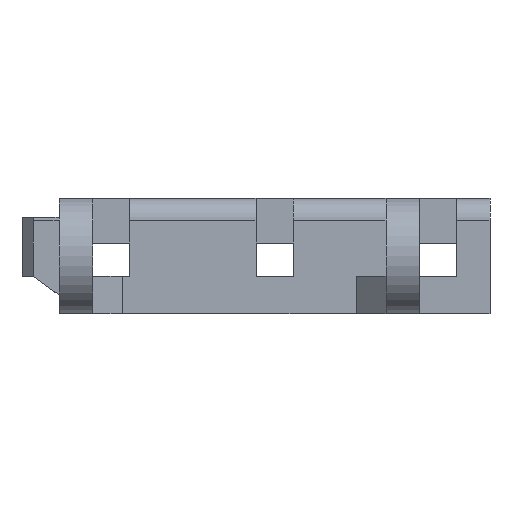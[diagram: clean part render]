
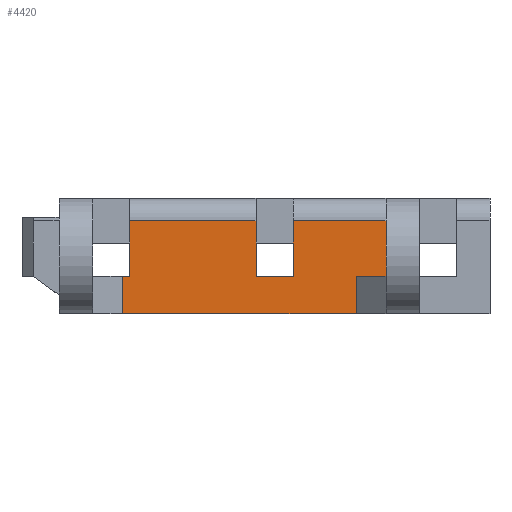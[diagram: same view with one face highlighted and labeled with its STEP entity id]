
A CAD part, front view. The second image highlights one B-rep face of the part: STEP entity #4420.
In plain terms, the highlighted planar face has unit normal (0, -1, 0).
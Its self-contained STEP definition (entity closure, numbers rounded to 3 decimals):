
#210=PLANE('',#4742);
#420=FACE_OUTER_BOUND('',#652,.T.);
#652=EDGE_LOOP('',(#4073,#4074,#4075,#4076,#4077,#4078,#4079,#4080,#4081,
#4082,#4083,#4084));
#1232=LINE('',#6991,#1770);
#1235=LINE('',#7000,#1773);
#1237=LINE('',#7011,#1775);
#1239=LINE('',#7015,#1777);
#1251=LINE('',#7047,#1789);
#1264=LINE('',#7075,#1802);
#1277=LINE('',#7105,#1815);
#1279=LINE('',#7109,#1817);
#1293=LINE('',#7152,#1831);
#1294=LINE('',#7154,#1832);
#1295=LINE('',#7156,#1833);
#1296=LINE('',#7157,#1834);
#1770=VECTOR('',#5701,10.);
#1773=VECTOR('',#5710,10.);
#1775=VECTOR('',#5722,10.);
#1777=VECTOR('',#5726,10.);
#1789=VECTOR('',#5762,10.);
#1802=VECTOR('',#5793,10.);
#1815=VECTOR('',#5822,10.);
#1817=VECTOR('',#5828,10.);
#1831=VECTOR('',#5878,10.);
#1832=VECTOR('',#5879,10.);
#1833=VECTOR('',#5880,10.);
#1834=VECTOR('',#5881,10.);
#2219=VERTEX_POINT('',#6988);
#2220=VERTEX_POINT('',#6990);
#2223=VERTEX_POINT('',#6997);
#2226=VERTEX_POINT('',#7008);
#2228=VERTEX_POINT('',#7014);
#2236=VERTEX_POINT('',#7044);
#2242=VERTEX_POINT('',#7073);
#2250=VERTEX_POINT('',#7102);
#2251=VERTEX_POINT('',#7104);
#2262=VERTEX_POINT('',#7151);
#2263=VERTEX_POINT('',#7153);
#2264=VERTEX_POINT('',#7155);
#2807=EDGE_CURVE('',#2219,#2220,#1232,.F.);
#2812=EDGE_CURVE('',#2223,#2220,#1235,.T.);
#2817=EDGE_CURVE('',#2226,#2219,#1237,.T.);
#2819=EDGE_CURVE('',#2228,#2226,#1239,.T.);
#2836=EDGE_CURVE('',#2223,#2236,#1251,.T.);
#2851=EDGE_CURVE('',#2228,#2242,#1264,.T.);
#2867=EDGE_CURVE('',#2250,#2251,#1277,.F.);
#2869=EDGE_CURVE('',#2251,#2242,#1279,.F.);
#2890=EDGE_CURVE('',#2236,#2262,#1293,.T.);
#2891=EDGE_CURVE('',#2250,#2263,#1294,.T.);
#2892=EDGE_CURVE('',#2264,#2263,#1295,.T.);
#2893=EDGE_CURVE('',#2262,#2264,#1296,.T.);
#4073=ORIENTED_EDGE('',*,*,#2890,.F.);
#4074=ORIENTED_EDGE('',*,*,#2836,.F.);
#4075=ORIENTED_EDGE('',*,*,#2812,.T.);
#4076=ORIENTED_EDGE('',*,*,#2807,.F.);
#4077=ORIENTED_EDGE('',*,*,#2817,.F.);
#4078=ORIENTED_EDGE('',*,*,#2819,.F.);
#4079=ORIENTED_EDGE('',*,*,#2851,.T.);
#4080=ORIENTED_EDGE('',*,*,#2869,.F.);
#4081=ORIENTED_EDGE('',*,*,#2867,.F.);
#4082=ORIENTED_EDGE('',*,*,#2891,.T.);
#4083=ORIENTED_EDGE('',*,*,#2892,.F.);
#4084=ORIENTED_EDGE('',*,*,#2893,.F.);
#4420=ADVANCED_FACE('',(#420),#210,.F.);
#4742=AXIS2_PLACEMENT_3D('',#7150,#5876,#5877);
#5701=DIRECTION('',(-1.,0.,0.));
#5710=DIRECTION('',(0.,0.,-1.));
#5722=DIRECTION('',(0.,0.,-1.));
#5726=DIRECTION('',(1.,0.,0.));
#5762=DIRECTION('',(1.,0.,0.));
#5793=DIRECTION('',(0.,0.,-1.));
#5822=DIRECTION('',(0.,0.,-1.));
#5828=DIRECTION('',(-1.,0.,0.));
#5876=DIRECTION('center_axis',(0.,1.,0.));
#5877=DIRECTION('ref_axis',(0.,0.,1.));
#5878=DIRECTION('',(0.,0.,-1.));
#5879=DIRECTION('',(1.,0.,0.));
#5880=DIRECTION('',(0.,0.,-1.));
#5881=DIRECTION('',(-1.,0.,0.));
#6988=CARTESIAN_POINT('',(20.5,-1.,5.));
#6990=CARTESIAN_POINT('',(25.5,-1.,5.));
#6991=CARTESIAN_POINT('',(9.75,-1.,5.));
#6997=CARTESIAN_POINT('',(25.5,-1.,12.5));
#7000=CARTESIAN_POINT('',(25.5,-1.,1.5));
#7008=CARTESIAN_POINT('',(20.5,-1.,12.5));
#7011=CARTESIAN_POINT('',(20.5,-1.,1.5));
#7014=CARTESIAN_POINT('',(3.5,-1.,12.5));
#7015=CARTESIAN_POINT('',(-6.,-1.,12.5));
#7044=CARTESIAN_POINT('',(38.,-1.,12.5));
#7047=CARTESIAN_POINT('',(4.,-1.,12.5));
#7073=CARTESIAN_POINT('',(3.5,-1.,5.));
#7075=CARTESIAN_POINT('',(3.5,-1.,1.5));
#7102=CARTESIAN_POINT('',(2.5,-1.,0.));
#7104=CARTESIAN_POINT('',(2.5,-1.,5.));
#7105=CARTESIAN_POINT('',(2.5,-1.,0.));
#7109=CARTESIAN_POINT('',(-3.75,-1.,5.));
#7150=CARTESIAN_POINT('Origin',(-1.,-1.,0.));
#7151=CARTESIAN_POINT('',(38.,-1.,5.));
#7152=CARTESIAN_POINT('',(38.,-1.,0.));
#7153=CARTESIAN_POINT('',(34.,-1.,0.));
#7154=CARTESIAN_POINT('',(4.,-1.,0.));
#7155=CARTESIAN_POINT('',(34.,-1.,5.));
#7156=CARTESIAN_POINT('',(34.,-1.,1.5));
#7157=CARTESIAN_POINT('',(16.,-1.,5.));
